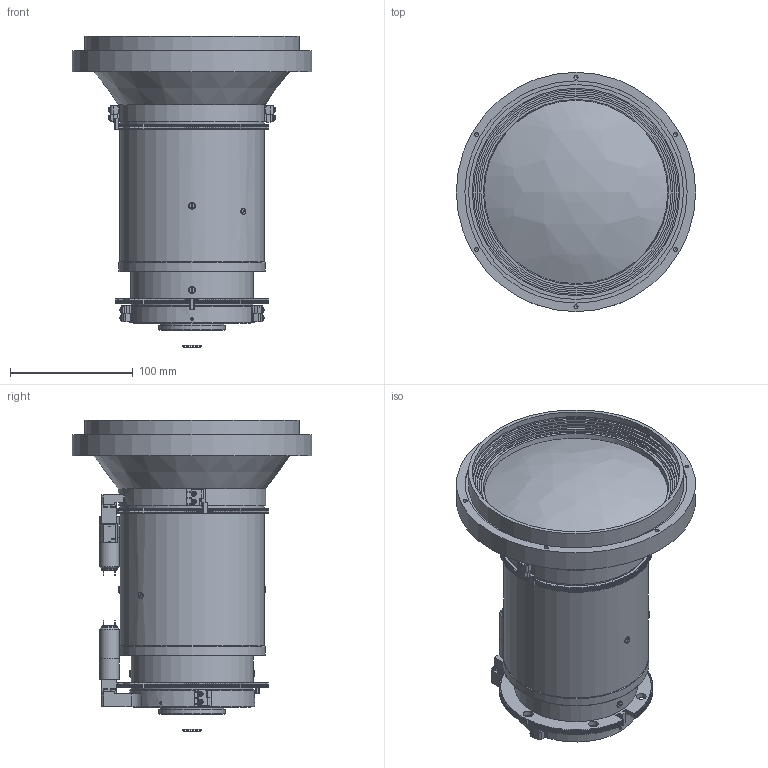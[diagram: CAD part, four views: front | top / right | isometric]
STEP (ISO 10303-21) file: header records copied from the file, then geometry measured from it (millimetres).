
FILE_DESCRIPTION (( 'STEP AP203' ), '1' );
FILE_NAME ('LE-0008-ZM-25-225F1.5连续变焦镜头外形图-20220401.STEP', '2023-11-06T08:29:04', ( 'Windows User' ), ( 'P R C' ), 'SwSTEP 2.0', 'SolidWorks 2020', '' );
FILE_SCHEMA (( 'CONFIG_CONTROL_DESIGN' ));
Products named in the file (1): LE-0008-ZM-25-225F1.5连续变焦镜头外形图-20220401
Bounding box: 195 x 195 x 254.06 mm (x, y, z)
Surface area: 201239.5 mm2 (no closed solid volume)
Topology: 0 solids, 52 shells, 4860 faces, 13848 edges, 9174 vertices
Faces by surface type: cylinder 2661, bspline 1188, plane 895, cone 116
Full cylindrical faces by diameter (mm): 0.5 x4, 0.8 x6, 1.6 x14, 2 x26, 2.05 x3, 2.2 x8, 2.4 x10, 2.5 x8, 3 x6, 3.3 x6, 3.5 x8, 3.8 x10, 4 x2, 4.3 x8, 6 x4, 8 x8, 10 x4, 12.7 x2, 13 x2, 14.976 x1, 16 x4, 48 x1, 52.5 x1, 54 x1, 100 x2, 118 x2, 119 x1, 155 x1, 158 x1, 161 x1
Entity records: 277546 total; most frequent: CARTESIAN_POINT 156175, ORIENTED_EDGE 26858, DIRECTION 23612, EDGE_CURVE 13430, AXIS2_PLACEMENT_3D 9120, VERTEX_POINT 9037, CIRCLE 5447, VECTOR 5372
